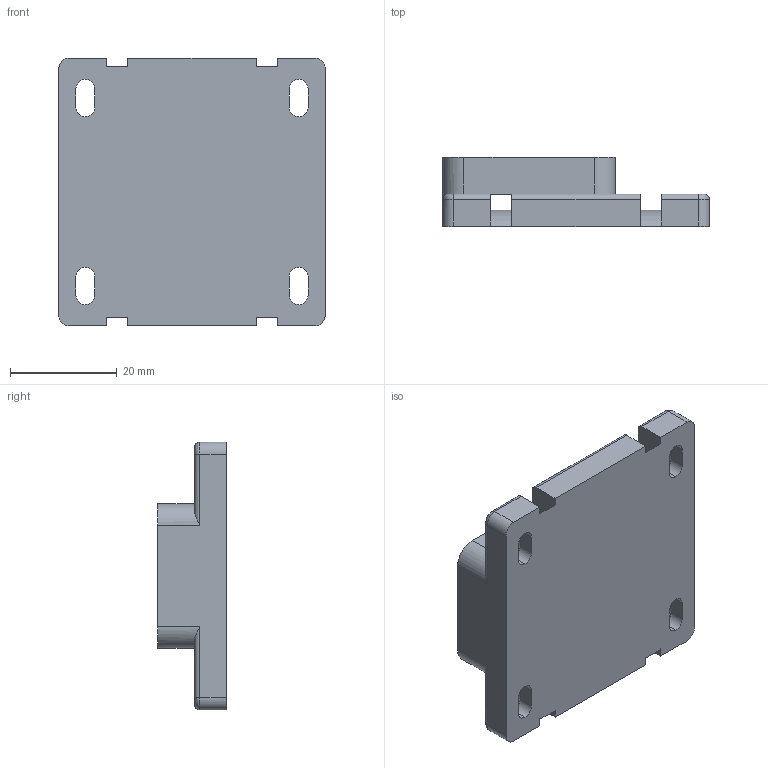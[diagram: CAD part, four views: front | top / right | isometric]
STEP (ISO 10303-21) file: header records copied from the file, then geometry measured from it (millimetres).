
FILE_DESCRIPTION (( 'STEP AP203' ), '1' );
FILE_NAME ('bushing_cover.step', '2016-02-29T21:25:28', ( '' ), ( '' ), 'SwSTEP 2.0', 'SolidWorks 2015', '' );
FILE_SCHEMA (( 'CONFIG_CONTROL_DESIGN' ));
Length unit declared in the file: millimetre
Products named in the file (1): bushing_cover
Bounding box: 50 x 12.9 x 50.2 mm (x, y, z)
Volume: 18745.5 mm3; surface area: 8017.9 mm2
Topology: 1 solids, 1 shells, 95 faces, 263 edges, 170 vertices
Faces by surface type: plane 46, cylinder 41, bspline 8
Entity records: 3398 total; most frequent: CARTESIAN_POINT 859, ORIENTED_EDGE 526, DIRECTION 511, EDGE_CURVE 263, AXIS2_PLACEMENT_3D 174, VERTEX_POINT 170, LINE 163, VECTOR 163
